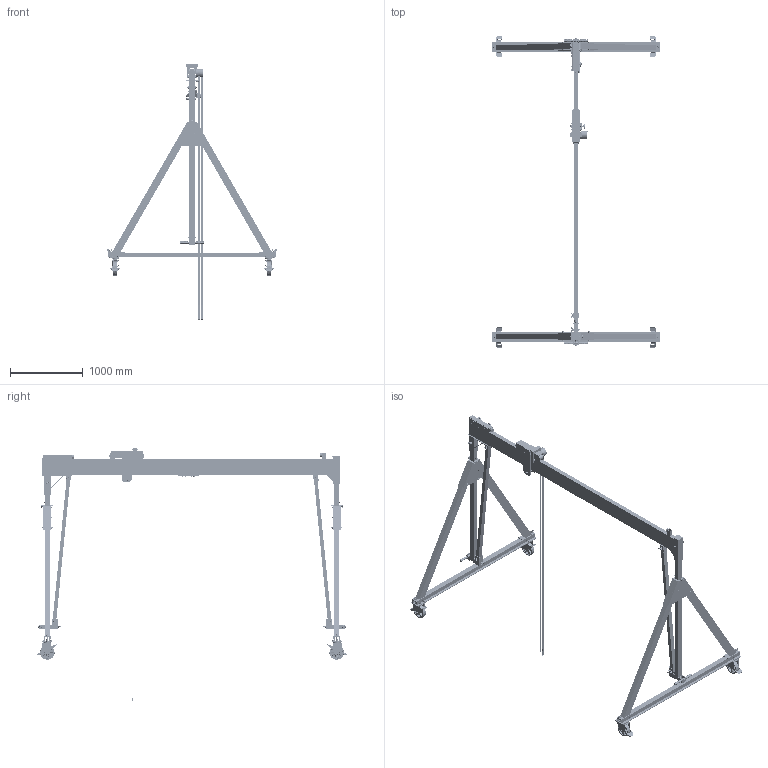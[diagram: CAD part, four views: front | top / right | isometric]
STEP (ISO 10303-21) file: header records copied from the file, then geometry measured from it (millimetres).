
FILE_DESCRIPTION(/* description */ (''),/* implementation_level */ '2;1');
FILE_NAME(/* name */ '1491540-10_Portalkran.stp',/* time_stamp */ '2020-09-14T11:03:48+02:00',/* author */ ('stephan'),/* organization */ (''),/* preprocessor_version */ 'ST-DEVELOPER v17.2',/* originating_system */ 'Autodesk Inventor 2019',/* authorisation */ '');
FILE_SCHEMA (('AUTOMOTIVE_DESIGN { 1 0 10303 214 3 1 1 }'));
Products named in the file (1): 1491540-001_Portalkran_Shrinkwrap_1
Bounding box: 2334.94 x 4295.86 x 3519 mm (x, y, z)
Volume: 88710387.2 mm3; surface area: 23470174.9 mm2
Topology: 324 solids, 324 shells, 7329 faces, 18201 edges, 11909 vertices
Faces by surface type: plane 3962, cylinder 1156, bspline 1035, cone 744, torus 334, sphere 98
Full cylindrical faces by diameter (mm): 2.1 x2, 4.2 x2, 6 x15, 8 x10, 8.9 x9, 9.4 x2, 9.999 x4, 10 x43, 11.6 x24, 12 x17, 13 x6, 13.5 x2, 13.6 x1, 13.95 x24, 14 x7, 14.917 x4, 15 x1, 15.24 x2, 15.6 x25, 15.9 x3, 16 x38, 17 x8, 17.4 x9, 18 x18, 18.999 x4, 19 x4, 19.9 x2, 20 x55, 21 x8, 21.5 x2
Entity records: 313560 total; most frequent: CARTESIAN_POINT 139955, ORIENTED_EDGE 36398, DIRECTION 31926, EDGE_CURVE 18199, VERTEX_POINT 11909, AXIS2_PLACEMENT_3D 11888, LINE 8150, VECTOR 8150
